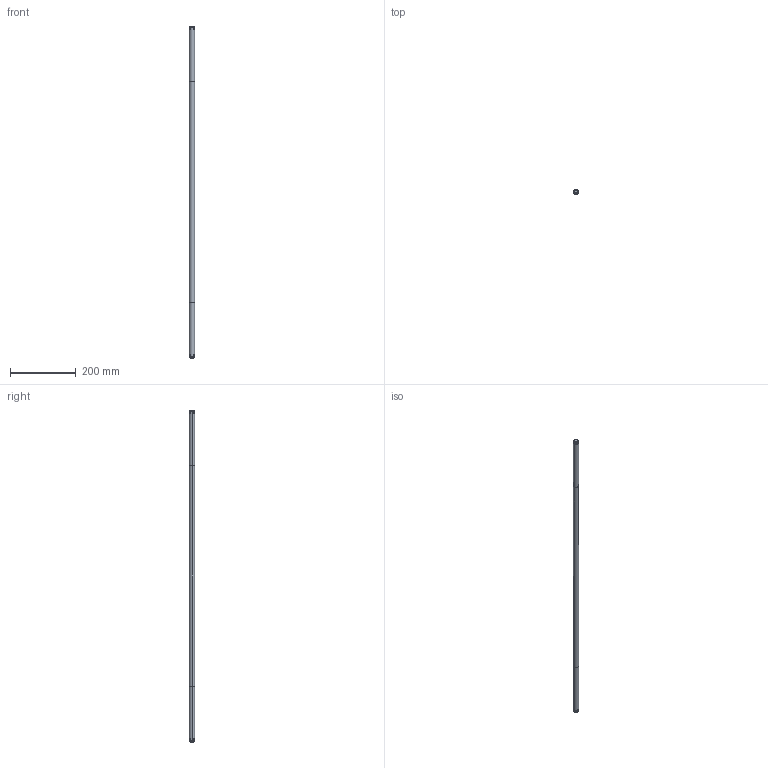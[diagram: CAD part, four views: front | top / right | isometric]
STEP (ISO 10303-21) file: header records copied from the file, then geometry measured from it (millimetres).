
FILE_DESCRIPTION (( 'STEP AP203' ), '1' );
FILE_NAME ('G1255.STEP', '2018-09-27T08:36:03', ( '' ), ( '' ), 'SwSTEP 2.0', 'SolidWorks 2016', '' );
FILE_SCHEMA (( 'CONFIG_CONTROL_DESIGN' ));
Length unit declared in the file: millimetre
Products named in the file (3): S0108; TH1759; G1255
Assembly tree (3 placements, depth 2):
  G1255
    TH1759
    S0108  x2
Bounding box: 16 x 16 x 1008 mm (x, y, z)
Volume: 70409 mm3; surface area: 94033.4 mm2
Topology: 3 solids, 3 shells, 58 faces, 112 edges, 72 vertices
Faces by surface type: cylinder 36, plane 18, torus 4
Entity records: 1227 total; most frequent: DIRECTION 190, CARTESIAN_POINT 148, ORIENTED_EDGE 132, AXIS2_PLACEMENT_3D 84, EDGE_CURVE 66, CIRCLE 44, VERTEX_POINT 42, EDGE_LOOP 42
